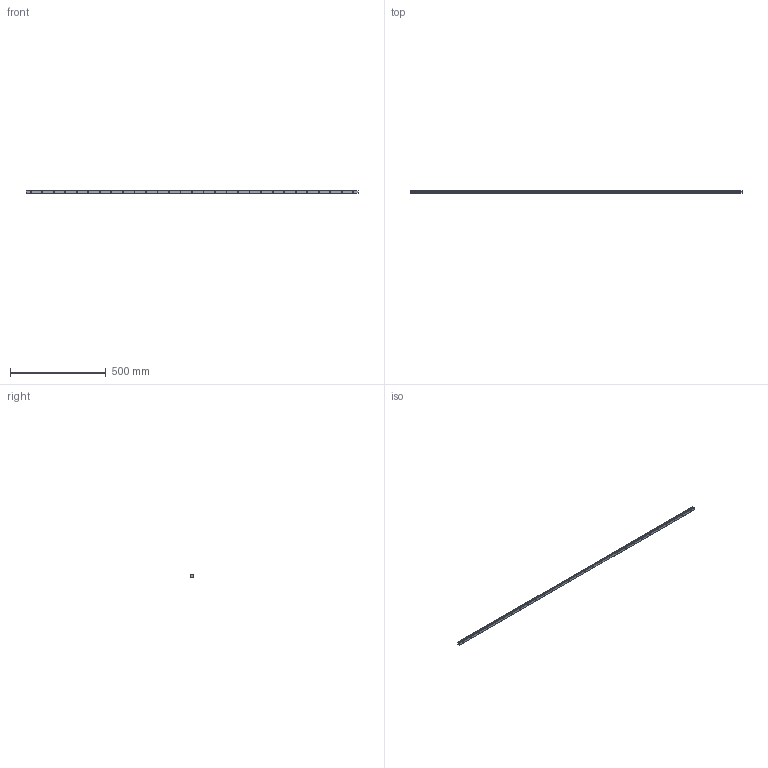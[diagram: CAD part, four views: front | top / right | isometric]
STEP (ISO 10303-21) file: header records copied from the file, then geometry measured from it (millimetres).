
FILE_DESCRIPTION (( 'STEP AP214' ), '1' );
FILE_NAME ('SHS15 1730L G25.STEP', '2021-05-25T13:08:10', ( '' ), ( '' ), 'SwSTEP 2.0', 'SolidWorks 2021', '' );
FILE_SCHEMA (( 'AUTOMOTIVE_DESIGN' ));
Length unit declared in the file: millimetre
Products named in the file (2): SHS15 1730L G25; _SHS15C173025 Track
Assembly tree (1 placements, depth 2):
  SHS15 1730L G25
    _SHS15C173025 Track
Bounding box: 1730 x 13 x 15 mm (x, y, z)
Volume: 279717.4 mm3; surface area: 104101.7 mm2
Topology: 1 solids, 1 shells, 190 faces, 477 edges, 318 vertices
Faces by surface type: cylinder 139, plane 51
Entity records: 6021 total; most frequent: DIRECTION 1143, CARTESIAN_POINT 989, ORIENTED_EDGE 954, EDGE_CURVE 477, AXIS2_PLACEMENT_3D 472, VERTEX_POINT 318, CIRCLE 278, EDGE_LOOP 277
